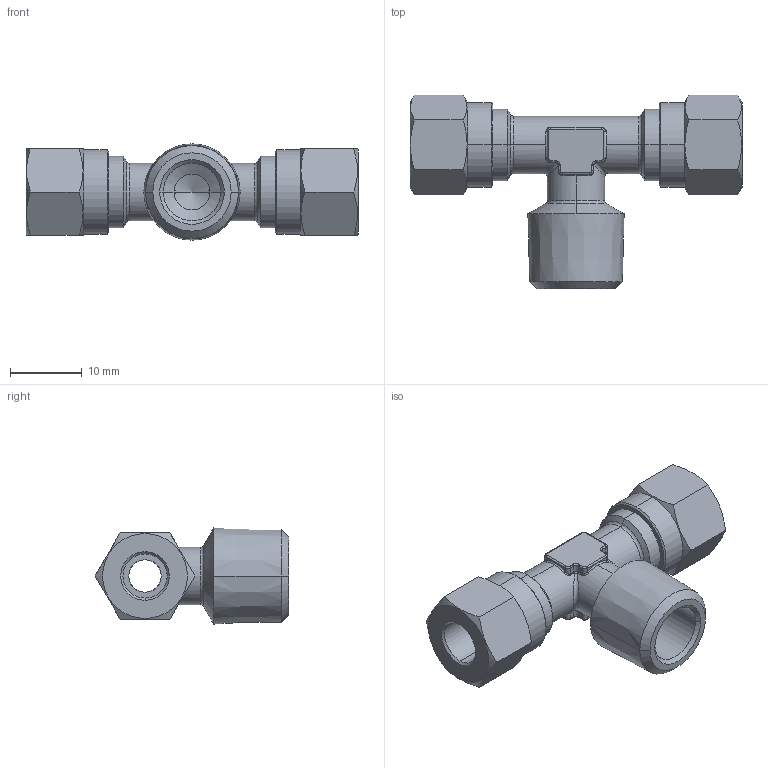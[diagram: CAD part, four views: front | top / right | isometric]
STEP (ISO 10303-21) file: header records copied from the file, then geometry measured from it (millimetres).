
FILE_DESCRIPTION (( 'STEP AP203' ), '1' );
FILE_NAME ('03090032.STEP', '2011-11-02T09:29:49', ( '' ), ( 'sopra-pneumatic' ), 'SwSTEP 2.0', 'SolidWorks 2011', '' );
FILE_SCHEMA (( 'CONFIG_CONTROL_DESIGN' ));
Length unit declared in the file: millimetre
Products named in the file (1): 03090032
Bounding box: 46.18 x 26.93 x 13.39 mm (x, y, z)
Volume: 4103.9 mm3; surface area: 3705.8 mm2
Topology: 1 solids, 1 shells, 190 faces, 450 edges, 263 vertices
Faces by surface type: cylinder 67, plane 37, cone 32, torus 28, bspline 26
Entity records: 6301 total; most frequent: CARTESIAN_POINT 2024, ORIENTED_EDGE 896, DIRECTION 880, EDGE_CURVE 448, AXIS2_PLACEMENT_3D 363, VERTEX_POINT 263, CIRCLE 198, EDGE_LOOP 197
